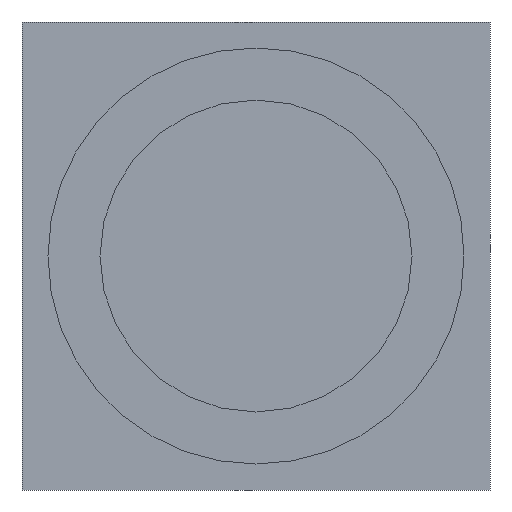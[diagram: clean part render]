
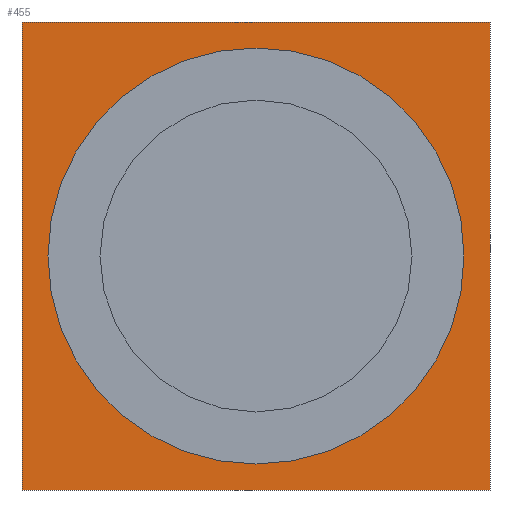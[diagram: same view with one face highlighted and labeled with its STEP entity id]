
A CAD part, front view. The second image highlights one B-rep face of the part: STEP entity #455.
In plain terms, the highlighted planar face has unit normal (0, -1, 0).
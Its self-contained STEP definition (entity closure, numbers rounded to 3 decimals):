
#1 = CARTESIAN_POINT ( 'NONE',  ( 2.25, 880., 2.25 ) ) ;
#40 = VECTOR ( 'NONE', #63, 1000. ) ;
#47 = LINE ( 'NONE', #1, #515 ) ;
#51 = CARTESIAN_POINT ( 'NONE',  ( 0., 880., -1.75 ) ) ;
#58 = VERTEX_POINT ( 'NONE', #432 ) ;
#60 = ORIENTED_EDGE ( 'NONE', *, *, #523, .F. ) ;
#63 = DIRECTION ( 'NONE',  ( 0., 0., -1. ) ) ;
#76 = CARTESIAN_POINT ( 'NONE',  ( -2.25, 880., -2.25 ) ) ;
#77 = LINE ( 'NONE', #446, #40 ) ;
#85 = VERTEX_POINT ( 'NONE', #51 ) ;
#110 = LINE ( 'NONE', #76, #132 ) ;
#112 = EDGE_LOOP ( 'NONE', ( #129, #519 ) ) ;
#119 = ORIENTED_EDGE ( 'NONE', *, *, #317, .F. ) ;
#124 = AXIS2_PLACEMENT_3D ( 'NONE', #315, #477, #230 ) ;
#129 = ORIENTED_EDGE ( 'NONE', *, *, #157, .F. ) ;
#132 = VECTOR ( 'NONE', #152, 1000. ) ;
#152 = DIRECTION ( 'NONE',  ( 0., 0., 1. ) ) ;
#157 = EDGE_CURVE ( 'NONE', #277, #85, #184, .T. ) ;
#160 = FACE_OUTER_BOUND ( 'NONE', #449, .T. ) ;
#163 = VERTEX_POINT ( 'NONE', #223 ) ;
#184 = CIRCLE ( 'NONE', #440, 1.75 ) ;
#194 = CIRCLE ( 'NONE', #124, 1.75 ) ;
#205 = CARTESIAN_POINT ( 'NONE',  ( -2.25, 880., 2.25 ) ) ;
#223 = CARTESIAN_POINT ( 'NONE',  ( 2.25, 880., -2.25 ) ) ;
#230 = DIRECTION ( 'NONE',  ( 0., 0., -1. ) ) ;
#246 = EDGE_CURVE ( 'NONE', #85, #277, #194, .T. ) ;
#253 = CARTESIAN_POINT ( 'NONE',  ( 0., 880., 0. ) ) ;
#258 = PLANE ( 'NONE',  #334 ) ;
#269 = CARTESIAN_POINT ( 'NONE',  ( 0., 880., 0. ) ) ;
#277 = VERTEX_POINT ( 'NONE', #527 ) ;
#283 = EDGE_CURVE ( 'NONE', #163, #58, #481, .T. ) ;
#296 = FACE_BOUND ( 'NONE', #112, .T. ) ;
#315 = CARTESIAN_POINT ( 'NONE',  ( 0., 880., 0. ) ) ;
#317 = EDGE_CURVE ( 'NONE', #507, #163, #77, .T. ) ;
#334 = AXIS2_PLACEMENT_3D ( 'NONE', #253, #461, #384 ) ;
#353 = DIRECTION ( 'NONE',  ( 0., 0., -1. ) ) ;
#380 = VECTOR ( 'NONE', #524, 1000. ) ;
#384 = DIRECTION ( 'NONE',  ( 0., 0., -1. ) ) ;
#412 = ORIENTED_EDGE ( 'NONE', *, *, #458, .F. ) ;
#426 = VERTEX_POINT ( 'NONE', #205 ) ;
#432 = CARTESIAN_POINT ( 'NONE',  ( -2.25, 880., -2.25 ) ) ;
#440 = AXIS2_PLACEMENT_3D ( 'NONE', #269, #512, #353 ) ;
#446 = CARTESIAN_POINT ( 'NONE',  ( 2.25, 880., -2.25 ) ) ;
#449 = EDGE_LOOP ( 'NONE', ( #60, #459, #119, #412 ) ) ;
#455 = ADVANCED_FACE ( 'NONE', ( #296, #160 ), #258, .T. ) ;
#458 = EDGE_CURVE ( 'NONE', #426, #507, #47, .T. ) ;
#459 = ORIENTED_EDGE ( 'NONE', *, *, #283, .F. ) ;
#461 = DIRECTION ( 'NONE',  ( 0., -1., 0. ) ) ;
#477 = DIRECTION ( 'NONE',  ( 0., -1., 0. ) ) ;
#481 = LINE ( 'NONE', #521, #380 ) ;
#504 = DIRECTION ( 'NONE',  ( 1., 0., 0. ) ) ;
#507 = VERTEX_POINT ( 'NONE', #540 ) ;
#512 = DIRECTION ( 'NONE',  ( 0., -1., 0. ) ) ;
#515 = VECTOR ( 'NONE', #504, 1000. ) ;
#519 = ORIENTED_EDGE ( 'NONE', *, *, #246, .F. ) ;
#521 = CARTESIAN_POINT ( 'NONE',  ( 2.25, 880., -2.25 ) ) ;
#523 = EDGE_CURVE ( 'NONE', #58, #426, #110, .T. ) ;
#524 = DIRECTION ( 'NONE',  ( -1., 0., 0. ) ) ;
#527 = CARTESIAN_POINT ( 'NONE',  ( 0., 880., 1.75 ) ) ;
#540 = CARTESIAN_POINT ( 'NONE',  ( 2.25, 880., 2.25 ) ) ;
